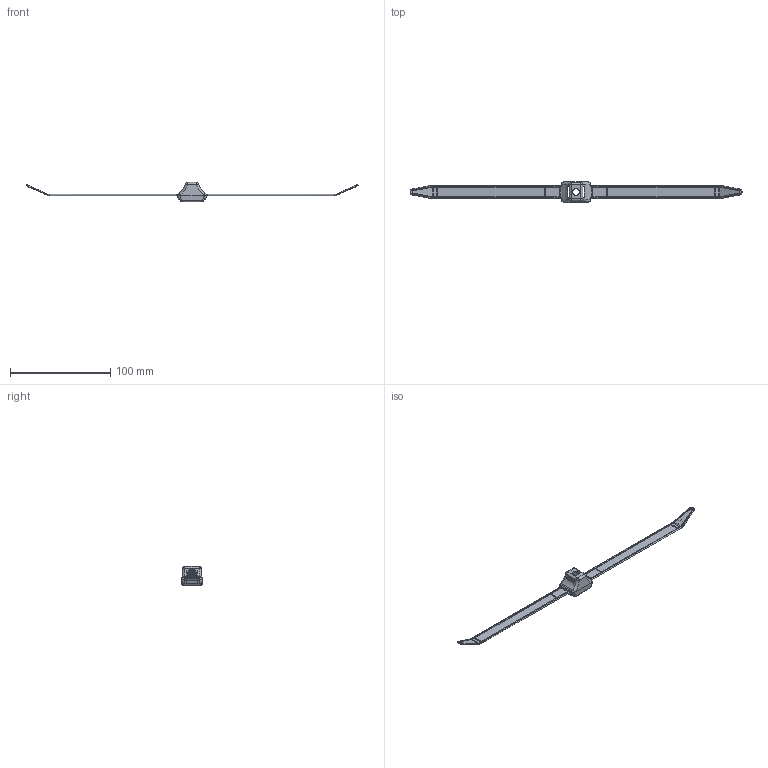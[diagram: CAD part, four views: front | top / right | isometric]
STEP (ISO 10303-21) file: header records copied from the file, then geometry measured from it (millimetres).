
FILE_DESCRIPTION(/* description */ (''),/* implementation_level */ '2;1');
FILE_NAME(/* name */ 'PLDC_EH geo.stp',/* time_stamp */ '2023-02-23T13:02:04-06:00',/* author */ (''),/* organization */ (''),/* preprocessor_version */ 'ST-DEVELOPER v16.7',/* originating_system */ 'SIEMENS PLM Software NX 1926',/* authorisation */ '');
FILE_SCHEMA (('AP203_CONFIGURATION_CONTROLLED_3D_DESIGN_OF_MECHANICAL_PARTS_AND_ASSEMBLIES_MIM_LF { 1 0 10303 403 2 1 2}'));
Length unit declared in the file: inch
Products named in the file (1): BWG0368B51Fjjkt
Bounding box: 331.23 x 20.32 x 19.05 mm (x, y, z)
Volume: 9065.5 mm3; surface area: 12642.2 mm2
Topology: 1 solids, 1 shells, 856 faces, 2145 edges, 1340 vertices
Faces by surface type: plane 424, cylinder 257, bspline 140, torus 28, sphere 4, cone 3
Entity records: 29171 total; most frequent: CARTESIAN_POINT 6933, ORIENTED_EDGE 4274, DIRECTION 4128, EDGE_CURVE 2137, AXIS2_PLACEMENT_3D 1402, VERTEX_POINT 1339, LINE 1324, VECTOR 1324
